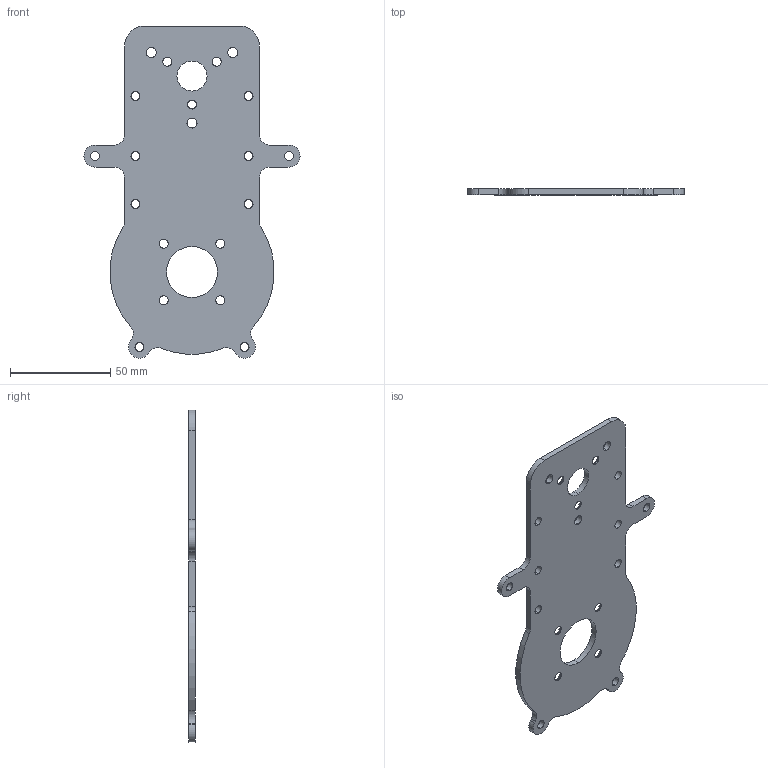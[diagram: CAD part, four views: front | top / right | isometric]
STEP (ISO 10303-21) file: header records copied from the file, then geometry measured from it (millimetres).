
FILE_DESCRIPTION (( 'STEP AP203' ), '1' );
FILE_NAME ('ROV-USI-006A-CARTER MOTEUR G.STEP', '2024-05-22T09:26:40', ( '' ), ( '' ), 'SwSTEP 2.0', 'SolidWorks 2016', '' );
FILE_SCHEMA (( 'CONFIG_CONTROL_DESIGN' ));
Length unit declared in the file: millimetre
Products named in the file (1): ROV-USI-006A-CARTER MOTEUR G
Bounding box: 108 x 3 x 165.98 mm (x, y, z)
Volume: 31953.1 mm3; surface area: 24309.7 mm2
Topology: 1 solids, 1 shells, 94 faces, 262 edges, 170 vertices
Faces by surface type: cylinder 65, plane 15, cone 14
Entity records: 3243 total; most frequent: DIRECTION 596, CARTESIAN_POINT 527, ORIENTED_EDGE 524, EDGE_CURVE 262, AXIS2_PLACEMENT_3D 239, VERTEX_POINT 170, CIRCLE 144, EDGE_LOOP 138
